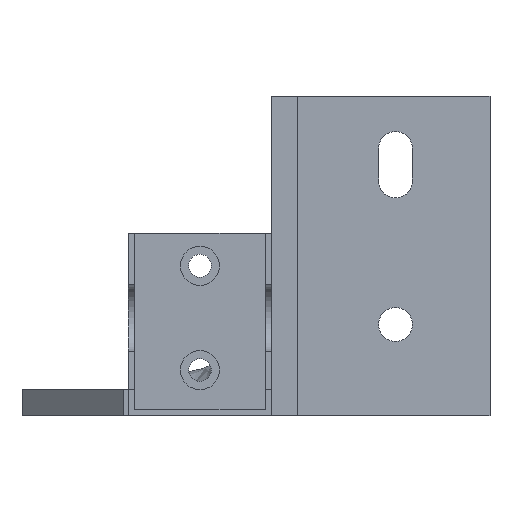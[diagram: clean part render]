
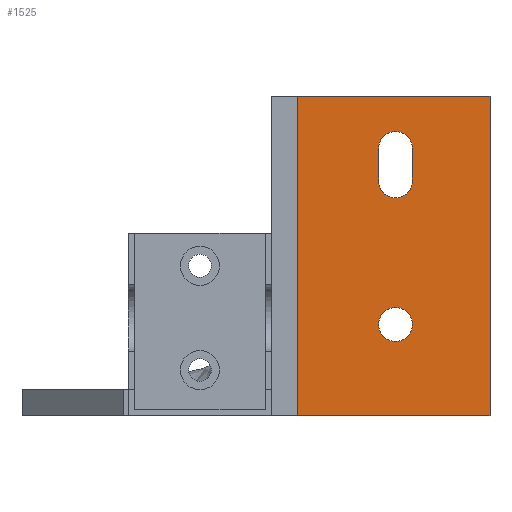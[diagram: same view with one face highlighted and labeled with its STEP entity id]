
A CAD part, front view. The second image highlights one B-rep face of the part: STEP entity #1525.
In plain terms, the highlighted planar face has unit normal (0, -1, 0).
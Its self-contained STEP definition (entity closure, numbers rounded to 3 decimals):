
#1303=CARTESIAN_POINT('Vertex',(21.15,59.15,0.)) ;
#1306=CARTESIAN_POINT('Line Origine',(21.15,59.15,24.5)) ;
#1310=CARTESIAN_POINT('Vertex',(21.15,59.15,49.)) ;
#1352=CARTESIAN_POINT('Line Origine',(33.55,59.15,38.5)) ;
#1356=CARTESIAN_POINT('Vertex',(33.55,59.15,41.)) ;
#1358=CARTESIAN_POINT('Vertex',(33.55,59.15,36.)) ;
#1403=CARTESIAN_POINT('Vertex',(38.75,59.15,41.)) ;
#1406=CARTESIAN_POINT('Axis2P3D Location',(36.15,59.15,41.)) ;
#1423=CARTESIAN_POINT('Line Origine',(38.75,59.15,38.5)) ;
#1427=CARTESIAN_POINT('Vertex',(38.75,59.15,36.)) ;
#1459=CARTESIAN_POINT('Axis2P3D Location',(36.15,59.15,36.)) ;
#1471=CARTESIAN_POINT('Axis2P3D Location',(21.15,59.15,0.)) ;
#1476=CARTESIAN_POINT('Line Origine',(35.9,59.15,49.)) ;
#1480=CARTESIAN_POINT('Vertex',(50.65,59.15,49.)) ;
#1483=CARTESIAN_POINT('Line Origine',(35.9,59.15,0.)) ;
#1487=CARTESIAN_POINT('Vertex',(50.65,59.15,0.)) ;
#1490=CARTESIAN_POINT('Line Origine',(50.65,59.15,24.5)) ;
#1501=CARTESIAN_POINT('Axis2P3D Location',(36.15,59.15,14.)) ;
#1505=CARTESIAN_POINT('Vertex',(38.75,59.15,14.)) ;
#1507=CARTESIAN_POINT('Vertex',(33.55,59.15,14.)) ;
#1510=CARTESIAN_POINT('Axis2P3D Location',(36.15,59.15,14.)) ;
#1307=DIRECTION('Vector Direction',(0.,0.,1.)) ;
#1353=DIRECTION('Vector Direction',(0.,0.,-1.)) ;
#1407=DIRECTION('Axis2P3D Direction',(0.,-1.,0.)) ;
#1424=DIRECTION('Vector Direction',(0.,0.,1.)) ;
#1460=DIRECTION('Axis2P3D Direction',(0.,-1.,0.)) ;
#1472=DIRECTION('Axis2P3D Direction',(0.,-1.,0.)) ;
#1473=DIRECTION('Axis2P3D XDirection',(1.,0.,0.)) ;
#1477=DIRECTION('Vector Direction',(-1.,0.,0.)) ;
#1484=DIRECTION('Vector Direction',(1.,0.,0.)) ;
#1491=DIRECTION('Vector Direction',(0.,0.,1.)) ;
#1502=DIRECTION('Axis2P3D Direction',(0.,-1.,0.)) ;
#1511=DIRECTION('Axis2P3D Direction',(0.,-1.,0.)) ;
#1408=AXIS2_PLACEMENT_3D('Circle Axis2P3D',#1406,#1407,$) ;
#1461=AXIS2_PLACEMENT_3D('Circle Axis2P3D',#1459,#1460,$) ;
#1474=AXIS2_PLACEMENT_3D('Plane Axis2P3D',#1471,#1472,#1473) ;
#1503=AXIS2_PLACEMENT_3D('Circle Axis2P3D',#1501,#1502,$) ;
#1512=AXIS2_PLACEMENT_3D('Circle Axis2P3D',#1510,#1511,$) ;
#1496=ORIENTED_EDGE('',*,*,#1482,.T.) ;
#1497=ORIENTED_EDGE('',*,*,#1312,.F.) ;
#1498=ORIENTED_EDGE('',*,*,#1489,.F.) ;
#1499=ORIENTED_EDGE('',*,*,#1494,.T.) ;
#1516=ORIENTED_EDGE('',*,*,#1509,.F.) ;
#1517=ORIENTED_EDGE('',*,*,#1514,.F.) ;
#1520=ORIENTED_EDGE('',*,*,#1463,.F.) ;
#1521=ORIENTED_EDGE('',*,*,#1360,.F.) ;
#1522=ORIENTED_EDGE('',*,*,#1410,.F.) ;
#1523=ORIENTED_EDGE('',*,*,#1429,.F.) ;
#1518=FACE_BOUND('',#1515,.T.) ;
#1524=FACE_BOUND('',#1519,.T.) ;
#1308=VECTOR('Line Direction',#1307,1.) ;
#1354=VECTOR('Line Direction',#1353,1.) ;
#1425=VECTOR('Line Direction',#1424,1.) ;
#1478=VECTOR('Line Direction',#1477,1.) ;
#1485=VECTOR('Line Direction',#1484,1.) ;
#1492=VECTOR('Line Direction',#1491,1.) ;
#1525=ADVANCED_FACE('Corps principal',(#1500,#1518,#1524),#1475,.T.) ;
#1409=CIRCLE('generated circle',#1408,2.6) ;
#1462=CIRCLE('generated circle',#1461,2.6) ;
#1504=CIRCLE('generated circle',#1503,2.6) ;
#1513=CIRCLE('generated circle',#1512,2.6) ;
#1312=EDGE_CURVE('',#1304,#1311,#1309,.T.) ;
#1360=EDGE_CURVE('',#1357,#1359,#1355,.T.) ;
#1410=EDGE_CURVE('',#1404,#1357,#1409,.T.) ;
#1429=EDGE_CURVE('',#1428,#1404,#1426,.T.) ;
#1463=EDGE_CURVE('',#1359,#1428,#1462,.T.) ;
#1482=EDGE_CURVE('',#1481,#1311,#1479,.T.) ;
#1489=EDGE_CURVE('',#1488,#1304,#1486,.F.) ;
#1494=EDGE_CURVE('',#1488,#1481,#1493,.T.) ;
#1509=EDGE_CURVE('',#1506,#1508,#1504,.T.) ;
#1514=EDGE_CURVE('',#1508,#1506,#1513,.T.) ;
#1495=EDGE_LOOP('',(#1496,#1497,#1498,#1499)) ;
#1515=EDGE_LOOP('',(#1516,#1517)) ;
#1519=EDGE_LOOP('',(#1520,#1521,#1522,#1523)) ;
#1500=FACE_OUTER_BOUND('',#1495,.T.) ;
#1309=LINE('Line',#1306,#1308) ;
#1355=LINE('Line',#1352,#1354) ;
#1426=LINE('Line',#1423,#1425) ;
#1479=LINE('Line',#1476,#1478) ;
#1486=LINE('Line',#1483,#1485) ;
#1493=LINE('Line',#1490,#1492) ;
#1475=PLANE('',#1474) ;
#1304=VERTEX_POINT('',#1303) ;
#1311=VERTEX_POINT('',#1310) ;
#1357=VERTEX_POINT('',#1356) ;
#1359=VERTEX_POINT('',#1358) ;
#1404=VERTEX_POINT('',#1403) ;
#1428=VERTEX_POINT('',#1427) ;
#1481=VERTEX_POINT('',#1480) ;
#1488=VERTEX_POINT('',#1487) ;
#1506=VERTEX_POINT('',#1505) ;
#1508=VERTEX_POINT('',#1507) ;
